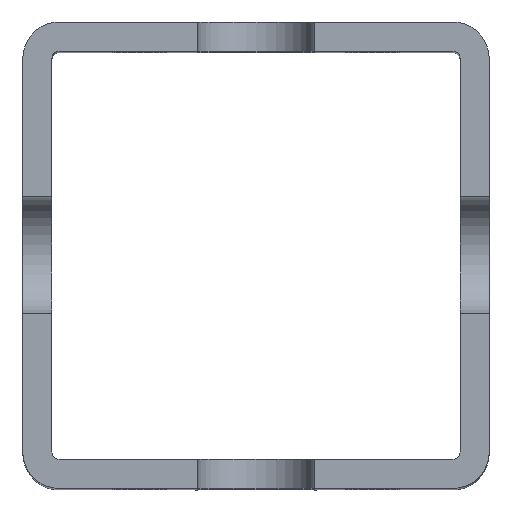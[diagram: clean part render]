
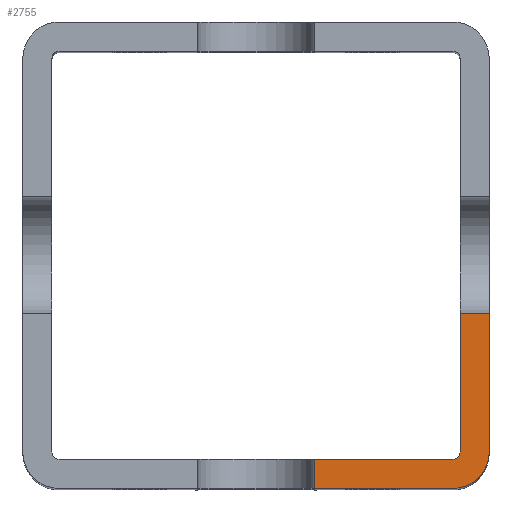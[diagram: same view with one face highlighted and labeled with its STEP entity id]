
A CAD part, top view. The second image highlights one B-rep face of the part: STEP entity #2755.
In plain terms, the highlighted planar face has unit normal (0, 0, 1).
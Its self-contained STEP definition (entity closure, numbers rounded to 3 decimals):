
#119=PLANE('',#2997);
#187=FACE_OUTER_BOUND('',#323,.T.);
#323=EDGE_LOOP('',(#1975,#1976,#1977,#1978,#1979,#1980,#1981,#1982));
#615=LINE('',#4611,#783);
#616=LINE('',#4613,#784);
#617=LINE('',#4617,#785);
#618=LINE('',#4619,#786);
#619=LINE('',#4621,#787);
#620=LINE('',#4624,#788);
#783=VECTOR('',#3637,2.);
#784=VECTOR('',#3638,9.5);
#785=VECTOR('',#3641,9.5);
#786=VECTOR('',#3642,2.);
#787=VECTOR('',#3643,9.5);
#788=VECTOR('',#3646,9.5);
#951=CIRCLE('',#2998,2.5);
#952=CIRCLE('',#2999,0.5);
#1295=VERTEX_POINT('',#4609);
#1296=VERTEX_POINT('',#4610);
#1297=VERTEX_POINT('',#4612);
#1298=VERTEX_POINT('',#4614);
#1299=VERTEX_POINT('',#4616);
#1300=VERTEX_POINT('',#4618);
#1301=VERTEX_POINT('',#4620);
#1302=VERTEX_POINT('',#4622);
#1567=EDGE_CURVE('',#1295,#1296,#615,.T.);
#1568=EDGE_CURVE('',#1295,#1297,#616,.T.);
#1569=EDGE_CURVE('',#1297,#1298,#951,.T.);
#1570=EDGE_CURVE('',#1298,#1299,#617,.T.);
#1571=EDGE_CURVE('',#1300,#1299,#618,.T.);
#1572=EDGE_CURVE('',#1301,#1300,#619,.T.);
#1573=EDGE_CURVE('',#1302,#1301,#952,.T.);
#1574=EDGE_CURVE('',#1296,#1302,#620,.T.);
#1975=ORIENTED_EDGE('',*,*,#1567,.F.);
#1976=ORIENTED_EDGE('',*,*,#1568,.T.);
#1977=ORIENTED_EDGE('',*,*,#1569,.T.);
#1978=ORIENTED_EDGE('',*,*,#1570,.T.);
#1979=ORIENTED_EDGE('',*,*,#1571,.F.);
#1980=ORIENTED_EDGE('',*,*,#1572,.F.);
#1981=ORIENTED_EDGE('',*,*,#1573,.F.);
#1982=ORIENTED_EDGE('',*,*,#1574,.F.);
#2755=ADVANCED_FACE('',(#187),#119,.T.);
#2997=AXIS2_PLACEMENT_3D('',#4608,#3635,#3636);
#2998=AXIS2_PLACEMENT_3D('',#4615,#3639,#3640);
#2999=AXIS2_PLACEMENT_3D('',#4623,#3644,#3645);
#3635=DIRECTION('center_axis',(0.,0.,1.));
#3636=DIRECTION('ref_axis',(1.,0.,0.));
#3637=DIRECTION('',(0.,1.,0.));
#3638=DIRECTION('',(1.,0.,0.));
#3639=DIRECTION('center_axis',(0.,0.,1.));
#3640=DIRECTION('ref_axis',(1.,0.,0.));
#3641=DIRECTION('',(0.,1.,0.));
#3642=DIRECTION('',(1.,0.,0.));
#3643=DIRECTION('',(0.,1.,0.));
#3644=DIRECTION('center_axis',(0.,0.,1.));
#3645=DIRECTION('ref_axis',(1.,0.,0.));
#3646=DIRECTION('',(1.,0.,0.));
#4608=CARTESIAN_POINT('Origin',(59.576,-35.758,-402.522));
#4609=CARTESIAN_POINT('',(77.076,-38.258,-402.522));
#4610=CARTESIAN_POINT('',(77.076,-36.258,-402.522));
#4611=CARTESIAN_POINT('',(77.076,-38.258,-402.522));
#4612=CARTESIAN_POINT('',(86.576,-38.258,-402.522));
#4613=CARTESIAN_POINT('',(59.576,-38.258,-402.522));
#4614=CARTESIAN_POINT('',(89.076,-35.758,-402.522));
#4615=CARTESIAN_POINT('Origin',(86.576,-35.758,-402.522));
#4616=CARTESIAN_POINT('',(89.076,-26.258,-402.522));
#4617=CARTESIAN_POINT('',(89.076,-8.758,-402.522));
#4618=CARTESIAN_POINT('',(87.076,-26.258,-402.522));
#4619=CARTESIAN_POINT('',(57.076,-26.258,-402.522));
#4620=CARTESIAN_POINT('',(87.076,-35.758,-402.522));
#4621=CARTESIAN_POINT('',(87.076,-8.758,-402.522));
#4622=CARTESIAN_POINT('',(86.576,-36.258,-402.522));
#4623=CARTESIAN_POINT('Origin',(86.576,-35.758,-402.522));
#4624=CARTESIAN_POINT('',(59.576,-36.258,-402.522));
